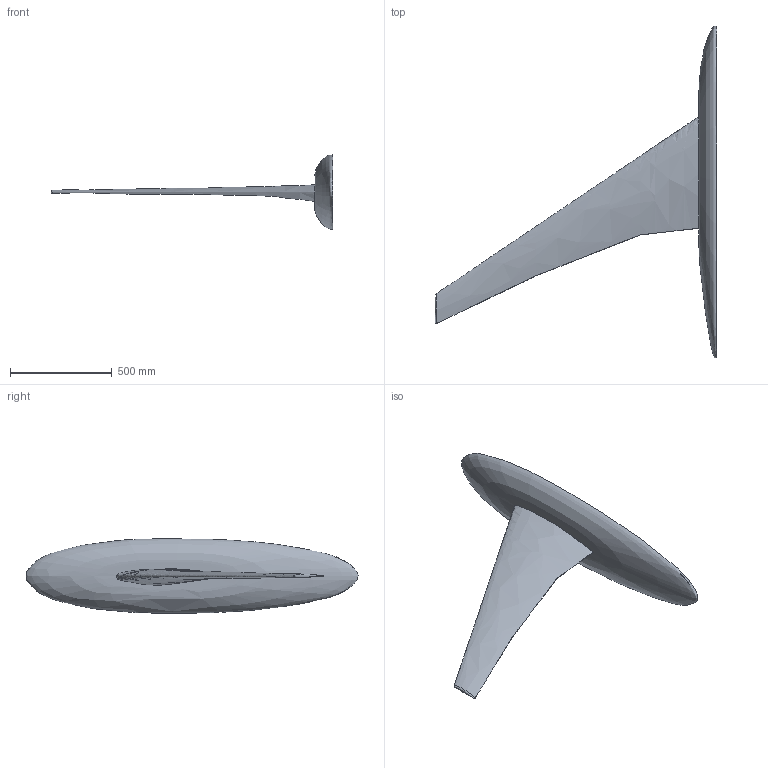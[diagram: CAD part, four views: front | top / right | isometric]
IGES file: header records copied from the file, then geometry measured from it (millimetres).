
Start section: Die hierin enthaltene Geometrie beruecksichtigt den Hinterkantenschnitt. Dieser war auf 0.5mm angelegt, ist hier aber mit 0.05 mm gerundet worden --------------------------------------------------------------
Global section: file name: new_wing.IGS; native system: KHBsProgs; author: Karl-Heinz Brakhage; organization: IGPM RWTH-Aachen; date: 051129.140000; units: millimetre
Bounding box: 1383.92 x 1630.59 x 367.19 mm (x, y, z)
Surface area: 1411528.9 mm2 (no closed solid volume)
Topology: 0 solids, 0 shells, 3 faces, 13 edges, 10 vertices
Faces by surface type: bspline 3
